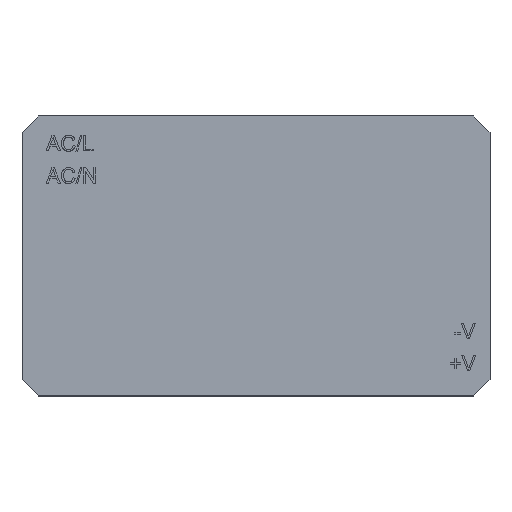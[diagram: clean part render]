
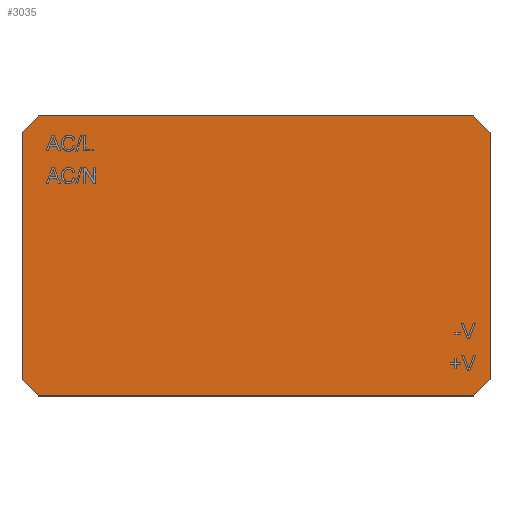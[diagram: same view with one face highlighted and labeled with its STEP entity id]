
A CAD part, top view. The second image highlights one B-rep face of the part: STEP entity #3035.
In plain terms, the highlighted planar face has unit normal (0, 0, 1).
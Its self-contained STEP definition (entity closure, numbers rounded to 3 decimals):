
#409=FACE_OUTER_BOUND('',#591,.T.);
#591=EDGE_LOOP('',(#2736,#2737,#2738,#2739,#2740,#2741,#2742,#2743));
#880=LINE('',#5435,#1192);
#886=LINE('',#5446,#1198);
#893=LINE('',#5462,#1205);
#896=LINE('',#5467,#1208);
#898=LINE('',#5471,#1210);
#900=LINE('',#5475,#1212);
#902=LINE('',#5478,#1214);
#903=LINE('',#5480,#1215);
#1192=VECTOR('',#3743,10.);
#1198=VECTOR('',#3751,10.);
#1205=VECTOR('',#3762,10.);
#1208=VECTOR('',#3767,10.);
#1210=VECTOR('',#3771,10.);
#1212=VECTOR('',#3775,10.);
#1214=VECTOR('',#3779,10.);
#1215=VECTOR('',#3782,10.);
#1480=VERTEX_POINT('',#5433);
#1481=VERTEX_POINT('',#5434);
#1485=VERTEX_POINT('',#5444);
#1491=VERTEX_POINT('',#5460);
#1492=VERTEX_POINT('',#5461);
#1493=VERTEX_POINT('',#5466);
#1494=VERTEX_POINT('',#5470);
#1495=VERTEX_POINT('',#5474);
#1888=EDGE_CURVE('',#1480,#1481,#880,.T.);
#1894=EDGE_CURVE('',#1480,#1485,#886,.T.);
#1901=EDGE_CURVE('',#1491,#1492,#893,.T.);
#1904=EDGE_CURVE('',#1493,#1492,#896,.T.);
#1906=EDGE_CURVE('',#1493,#1494,#898,.T.);
#1908=EDGE_CURVE('',#1495,#1485,#900,.T.);
#1910=EDGE_CURVE('',#1495,#1494,#902,.T.);
#1911=EDGE_CURVE('',#1491,#1481,#903,.T.);
#2736=ORIENTED_EDGE('',*,*,#1888,.F.);
#2737=ORIENTED_EDGE('',*,*,#1894,.T.);
#2738=ORIENTED_EDGE('',*,*,#1908,.F.);
#2739=ORIENTED_EDGE('',*,*,#1910,.T.);
#2740=ORIENTED_EDGE('',*,*,#1906,.F.);
#2741=ORIENTED_EDGE('',*,*,#1904,.T.);
#2742=ORIENTED_EDGE('',*,*,#1901,.F.);
#2743=ORIENTED_EDGE('',*,*,#1911,.T.);
#2861=PLANE('',#3191);
#3035=ADVANCED_FACE('',(#409),#2861,.T.);
#3191=AXIS2_PLACEMENT_3D('',#5481,#3783,#3784);
#3743=DIRECTION('',(0.707,0.707,0.));
#3751=DIRECTION('',(0.,-1.,0.));
#3762=DIRECTION('',(0.707,-0.707,0.));
#3767=DIRECTION('',(0.,1.,0.));
#3771=DIRECTION('',(-0.707,-0.707,0.));
#3775=DIRECTION('',(-0.707,0.707,0.));
#3779=DIRECTION('',(1.,0.,0.));
#3782=DIRECTION('',(-1.,0.,0.));
#3783=DIRECTION('center_axis',(0.,0.,1.));
#3784=DIRECTION('ref_axis',(1.,0.,0.));
#5433=CARTESIAN_POINT('',(-43.5,23.,29.5));
#5434=CARTESIAN_POINT('',(-40.5,26.,29.5));
#5435=CARTESIAN_POINT('',(-37.625,28.875,29.5));
#5444=CARTESIAN_POINT('',(-43.5,-23.,29.5));
#5446=CARTESIAN_POINT('',(-43.5,-26.,29.5));
#5460=CARTESIAN_POINT('',(40.5,26.,29.5));
#5461=CARTESIAN_POINT('',(43.5,23.,29.5));
#5462=CARTESIAN_POINT('',(37.625,28.875,29.5));
#5466=CARTESIAN_POINT('',(43.5,-23.,29.5));
#5467=CARTESIAN_POINT('',(43.5,26.,29.5));
#5470=CARTESIAN_POINT('',(40.5,-26.,29.5));
#5471=CARTESIAN_POINT('',(37.625,-28.875,29.5));
#5474=CARTESIAN_POINT('',(-40.5,-26.,29.5));
#5475=CARTESIAN_POINT('',(-37.625,-28.875,29.5));
#5478=CARTESIAN_POINT('',(43.5,-26.,29.5));
#5480=CARTESIAN_POINT('',(-43.5,26.,29.5));
#5481=CARTESIAN_POINT('Origin',(0.,0.,29.5));
